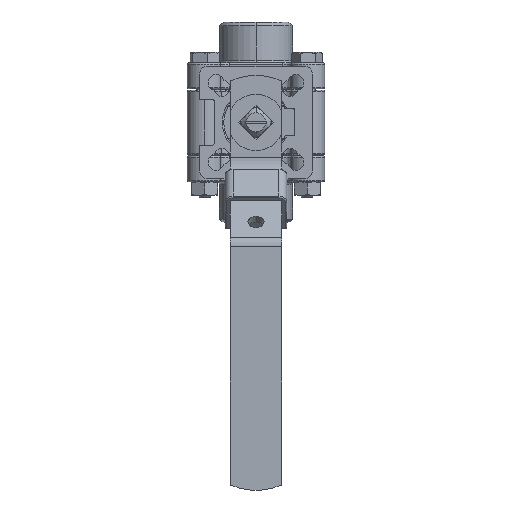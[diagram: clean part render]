
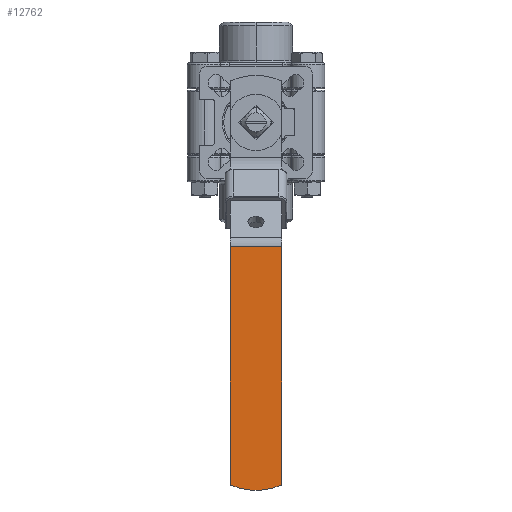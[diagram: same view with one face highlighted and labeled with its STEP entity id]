
A CAD part, left-side view. The second image highlights one B-rep face of the part: STEP entity #12762.
In plain terms, the highlighted face is planar.
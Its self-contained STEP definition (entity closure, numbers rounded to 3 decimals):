
#2810 = CARTESIAN_POINT ( 'NONE',  ( 46.328, 29.5, 9.5 ) ) ;
#2811 = DIRECTION ( 'NONE',  ( -1., 0., 0. ) ) ;
#2812 = VECTOR ( 'NONE', #2811, 1000. ) ;
#2813 = CARTESIAN_POINT ( 'NONE',  ( 46.328, 29.5, 9.5 ) ) ;
#2814 = LINE ( 'NONE', #2813, #2812 ) ;
#2816 = CARTESIAN_POINT ( 'NONE',  ( 135.125, 29.5, 9.5 ) ) ;
#2880 = CARTESIAN_POINT ( 'NONE',  ( 46.328, 29.5, -9.5 ) ) ;
#2886 = DIRECTION ( 'NONE',  ( -1., 0., 0. ) ) ;
#2887 = VECTOR ( 'NONE', #2886, 1000. ) ;
#2888 = CARTESIAN_POINT ( 'NONE',  ( 46.328, 29.5, -9.5 ) ) ;
#2889 = LINE ( 'NONE', #2888, #2887 ) ;
#2928 = CARTESIAN_POINT ( 'NONE',  ( 135.125, 29.5, -9.5 ) ) ;
#3037 = CARTESIAN_POINT ( 'NONE',  ( 46.328, 29.5, 9.5 ) ) ;
#3038 = AXIS2_PLACEMENT_3D ( 'NONE', #3037, #3039, #3098 ) ;
#3039 = DIRECTION ( 'NONE',  ( 0., -1., 0. ) ) ;
#3040 = PLANE ( 'NONE',  #3038 ) ;
#3041 = FACE_OUTER_BOUND ( 'NONE', #12764, .T. ) ;
#3047 = DIRECTION ( 'NONE',  ( 0., 0., 1. ) ) ;
#3048 = DIRECTION ( 'NONE',  ( 0., 1., 0. ) ) ;
#3049 = CARTESIAN_POINT ( 'NONE',  ( 112., 29.5, 0. ) ) ;
#3050 = AXIS2_PLACEMENT_3D ( 'NONE', #3049, #3048, #3047 ) ;
#3051 = CIRCLE ( 'NONE', #3050, 25. ) ;
#3052 = DIRECTION ( 'NONE',  ( 0., 0., -1. ) ) ;
#3053 = VECTOR ( 'NONE', #3052, 1000. ) ;
#3054 = CARTESIAN_POINT ( 'NONE',  ( 46.328, 29.5, 9.5 ) ) ;
#3055 = LINE ( 'NONE', #3054, #3053 ) ;
#3098 = DIRECTION ( 'NONE',  ( 0., 0., -1. ) ) ;
#12637 = VERTEX_POINT ( 'NONE', #2816 ) ;
#12639 = EDGE_CURVE ( 'NONE', #12637, #12640, #2814, .T. ) ;
#12640 = VERTEX_POINT ( 'NONE', #2810 ) ;
#12671 = EDGE_CURVE ( 'NONE', #12683, #12673, #2889, .T. ) ;
#12673 = VERTEX_POINT ( 'NONE', #2880 ) ;
#12683 = VERTEX_POINT ( 'NONE', #2928 ) ;
#12756 = ORIENTED_EDGE ( 'NONE', *, *, #12759, .T. ) ;
#12757 = EDGE_CURVE ( 'NONE', #12640, #12673, #3055, .T. ) ;
#12758 = ORIENTED_EDGE ( 'NONE', *, *, #12639, .F. ) ;
#12759 = EDGE_CURVE ( 'NONE', #12637, #12683, #3051, .T. ) ;
#12762 = ADVANCED_FACE ( 'NONE', ( #3041 ), #3040, .F. ) ;
#12763 = ORIENTED_EDGE ( 'NONE', *, *, #12757, .F. ) ;
#12764 = EDGE_LOOP ( 'NONE', ( #12756, #12769, #12763, #12758 ) ) ;
#12769 = ORIENTED_EDGE ( 'NONE', *, *, #12671, .T. ) ;
